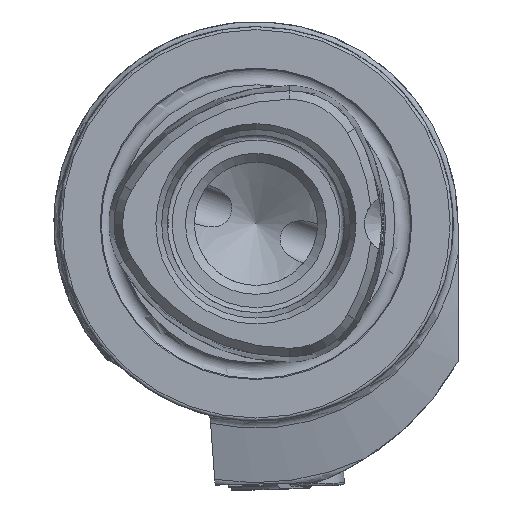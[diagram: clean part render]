
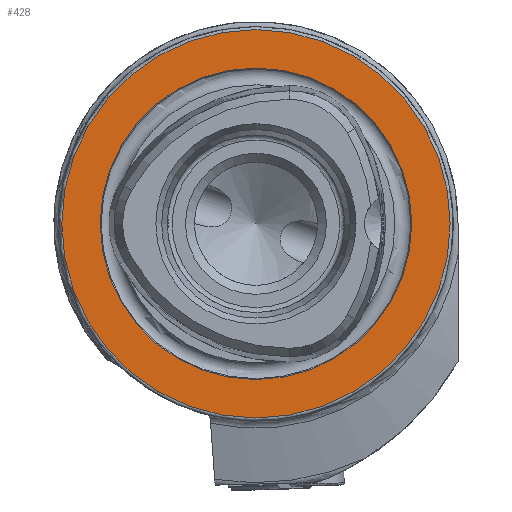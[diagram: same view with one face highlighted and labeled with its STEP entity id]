
A CAD part, left-side view. The second image highlights one B-rep face of the part: STEP entity #428.
In plain terms, the highlighted planar face has unit normal (-1, 0, 0).
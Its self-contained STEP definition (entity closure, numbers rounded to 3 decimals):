
#428 = ADVANCED_FACE ( 'NONE', ( #5107, #9786 ), #9588, .F. ) ;
#550 = EDGE_LOOP ( 'NONE', ( #7183 ) ) ;
#771 = EDGE_CURVE ( 'NONE', #6475, #6475, #5570, .T. ) ;
#864 = CARTESIAN_POINT ( 'NONE',  ( 0., 15.8, 0. ) ) ;
#1599 = AXIS2_PLACEMENT_3D ( 'NONE', #8358, #3633, #9149 ) ;
#1630 = EDGE_CURVE ( 'NONE', #7241, #7241, #1751, .T. ) ;
#1751 = CIRCLE ( 'NONE', #1599, 19.7 ) ;
#1994 = DIRECTION ( 'NONE',  ( 0., 0., 1. ) ) ;
#3244 = DIRECTION ( 'NONE',  ( 1., 0., 0. ) ) ;
#3633 = DIRECTION ( 'NONE',  ( -1., 0., 0. ) ) ;
#5107 = FACE_BOUND ( 'NONE', #6613, .T. ) ;
#5301 = AXIS2_PLACEMENT_3D ( 'NONE', #864, #3244, #6397 ) ;
#5570 = CIRCLE ( 'NONE', #9125, 15.8 ) ;
#5873 = DIRECTION ( 'NONE',  ( -1., 0., 0. ) ) ;
#6397 = DIRECTION ( 'NONE',  ( 0., 0., -1. ) ) ;
#6475 = VERTEX_POINT ( 'NONE', #9194 ) ;
#6613 = EDGE_LOOP ( 'NONE', ( #7473 ) ) ;
#7183 = ORIENTED_EDGE ( 'NONE', *, *, #1630, .T. ) ;
#7241 = VERTEX_POINT ( 'NONE', #9156 ) ;
#7473 = ORIENTED_EDGE ( 'NONE', *, *, #771, .F. ) ;
#8358 = CARTESIAN_POINT ( 'NONE',  ( 0., 0., 0. ) ) ;
#9125 = AXIS2_PLACEMENT_3D ( 'NONE', #9817, #5873, #1994 ) ;
#9149 = DIRECTION ( 'NONE',  ( 0., 0., 1. ) ) ;
#9156 = CARTESIAN_POINT ( 'NONE',  ( 0., 0., 19.7 ) ) ;
#9194 = CARTESIAN_POINT ( 'NONE',  ( 0., 0., 15.8 ) ) ;
#9588 = PLANE ( 'NONE',  #5301 ) ;
#9786 = FACE_OUTER_BOUND ( 'NONE', #550, .T. ) ;
#9817 = CARTESIAN_POINT ( 'NONE',  ( 0., 0., 0. ) ) ;
